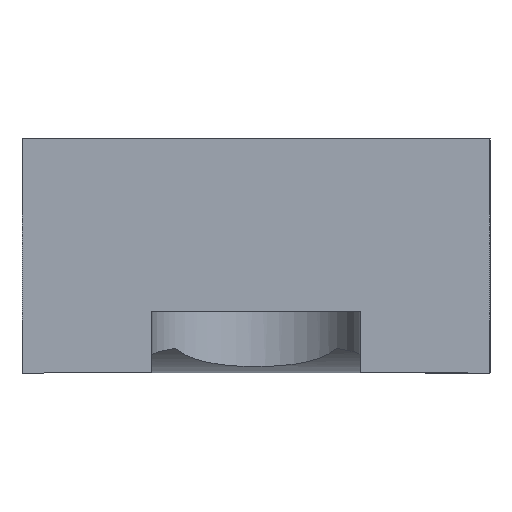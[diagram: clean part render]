
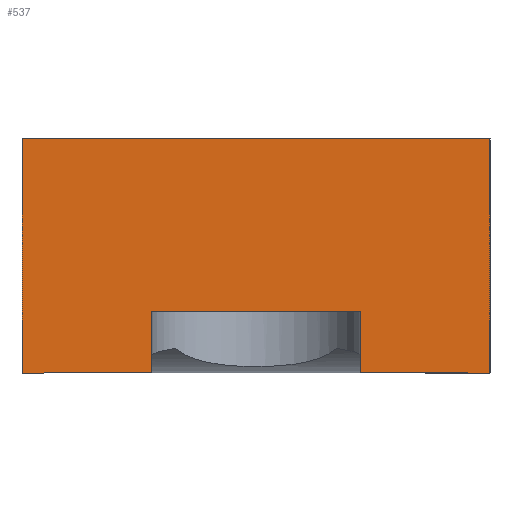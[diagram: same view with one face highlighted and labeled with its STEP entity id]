
A CAD part, left-side view. The second image highlights one B-rep face of the part: STEP entity #537.
In plain terms, the highlighted planar face has unit normal (-1, 0, 0).
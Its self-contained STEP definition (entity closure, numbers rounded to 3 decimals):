
#5 = EDGE_CURVE ( 'NONE', #44, #112, #191, .T. ) ;
#20 = CARTESIAN_POINT ( 'NONE',  ( -62., 8.5, 19. ) ) ;
#37 = CARTESIAN_POINT ( 'NONE',  ( -62., 19., 5. ) ) ;
#44 = VERTEX_POINT ( 'NONE', #351 ) ;
#47 = CARTESIAN_POINT ( 'NONE',  ( -62., -8.5, 19. ) ) ;
#48 = EDGE_LOOP ( 'NONE', ( #163, #53, #195, #704, #716, #412, #372, #534 ) ) ;
#53 = ORIENTED_EDGE ( 'NONE', *, *, #526, .T. ) ;
#79 = VERTEX_POINT ( 'NONE', #734 ) ;
#81 = CARTESIAN_POINT ( 'NONE',  ( -62., 19., 19. ) ) ;
#92 = DIRECTION ( 'NONE',  ( 0., -1., 0. ) ) ;
#108 = CARTESIAN_POINT ( 'NONE',  ( -62., 19., 19. ) ) ;
#112 = VERTEX_POINT ( 'NONE', #230 ) ;
#122 = PLANE ( 'NONE',  #133 ) ;
#127 = EDGE_CURVE ( 'NONE', #523, #387, #564, .T. ) ;
#129 = LINE ( 'NONE', #81, #588 ) ;
#133 = AXIS2_PLACEMENT_3D ( 'NONE', #188, #284, #340 ) ;
#138 = DIRECTION ( 'NONE',  ( 0., -1., 0. ) ) ;
#145 = VECTOR ( 'NONE', #138, 1000. ) ;
#163 = ORIENTED_EDGE ( 'NONE', *, *, #254, .T. ) ;
#182 = LINE ( 'NONE', #20, #184 ) ;
#184 = VECTOR ( 'NONE', #483, 1000. ) ;
#188 = CARTESIAN_POINT ( 'NONE',  ( -62., 19., 19. ) ) ;
#191 = LINE ( 'NONE', #482, #261 ) ;
#193 = CARTESIAN_POINT ( 'NONE',  ( -62., 8.5, 5. ) ) ;
#195 = ORIENTED_EDGE ( 'NONE', *, *, #684, .T. ) ;
#220 = EDGE_CURVE ( 'NONE', #523, #112, #603, .T. ) ;
#230 = CARTESIAN_POINT ( 'NONE',  ( -62., -19., 0. ) ) ;
#254 = EDGE_CURVE ( 'NONE', #348, #79, #331, .T. ) ;
#261 = VECTOR ( 'NONE', #497, 1000. ) ;
#266 = CARTESIAN_POINT ( 'NONE',  ( -62., 19., 0. ) ) ;
#270 = CARTESIAN_POINT ( 'NONE',  ( -62., 19., 0. ) ) ;
#271 = DIRECTION ( 'NONE',  ( 0., -1., 0. ) ) ;
#284 = DIRECTION ( 'NONE',  ( -1., 0., 0. ) ) ;
#287 = DIRECTION ( 'NONE',  ( 0., 0., 1. ) ) ;
#292 = CARTESIAN_POINT ( 'NONE',  ( -62., 19., 0. ) ) ;
#305 = FACE_OUTER_BOUND ( 'NONE', #48, .T. ) ;
#331 = LINE ( 'NONE', #266, #145 ) ;
#332 = LINE ( 'NONE', #37, #529 ) ;
#340 = DIRECTION ( 'NONE',  ( 0., 0., 1. ) ) ;
#341 = VECTOR ( 'NONE', #92, 1000. ) ;
#348 = VERTEX_POINT ( 'NONE', #292 ) ;
#351 = CARTESIAN_POINT ( 'NONE',  ( -62., -19., 19. ) ) ;
#372 = ORIENTED_EDGE ( 'NONE', *, *, #409, .F. ) ;
#375 = CARTESIAN_POINT ( 'NONE',  ( -62., 19., 19. ) ) ;
#387 = VERTEX_POINT ( 'NONE', #616 ) ;
#408 = VECTOR ( 'NONE', #287, 1000. ) ;
#409 = EDGE_CURVE ( 'NONE', #639, #44, #722, .T. ) ;
#412 = ORIENTED_EDGE ( 'NONE', *, *, #5, .F. ) ;
#482 = CARTESIAN_POINT ( 'NONE',  ( -62., -19., 19. ) ) ;
#483 = DIRECTION ( 'NONE',  ( 0., 0., 1. ) ) ;
#497 = DIRECTION ( 'NONE',  ( 0., 0., -1. ) ) ;
#523 = VERTEX_POINT ( 'NONE', #635 ) ;
#526 = EDGE_CURVE ( 'NONE', #79, #584, #182, .T. ) ;
#529 = VECTOR ( 'NONE', #271, 1000. ) ;
#534 = ORIENTED_EDGE ( 'NONE', *, *, #695, .T. ) ;
#537 = ADVANCED_FACE ( 'NONE', ( #305 ), #122, .T. ) ;
#539 = VECTOR ( 'NONE', #571, 1000. ) ;
#564 = LINE ( 'NONE', #47, #408 ) ;
#571 = DIRECTION ( 'NONE',  ( 0., -1., 0. ) ) ;
#584 = VERTEX_POINT ( 'NONE', #193 ) ;
#588 = VECTOR ( 'NONE', #597, 1000. ) ;
#597 = DIRECTION ( 'NONE',  ( 0., 0., -1. ) ) ;
#603 = LINE ( 'NONE', #270, #341 ) ;
#616 = CARTESIAN_POINT ( 'NONE',  ( -62., -8.5, 5. ) ) ;
#635 = CARTESIAN_POINT ( 'NONE',  ( -62., -8.5, 0. ) ) ;
#639 = VERTEX_POINT ( 'NONE', #375 ) ;
#684 = EDGE_CURVE ( 'NONE', #584, #387, #332, .T. ) ;
#695 = EDGE_CURVE ( 'NONE', #639, #348, #129, .T. ) ;
#704 = ORIENTED_EDGE ( 'NONE', *, *, #127, .F. ) ;
#716 = ORIENTED_EDGE ( 'NONE', *, *, #220, .T. ) ;
#722 = LINE ( 'NONE', #108, #539 ) ;
#734 = CARTESIAN_POINT ( 'NONE',  ( -62., 8.5, 0. ) ) ;
